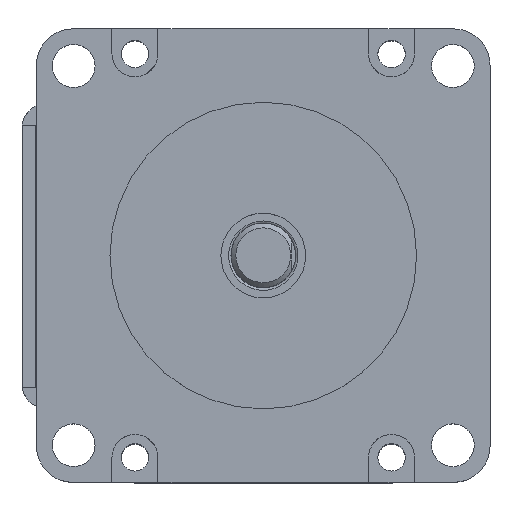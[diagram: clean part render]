
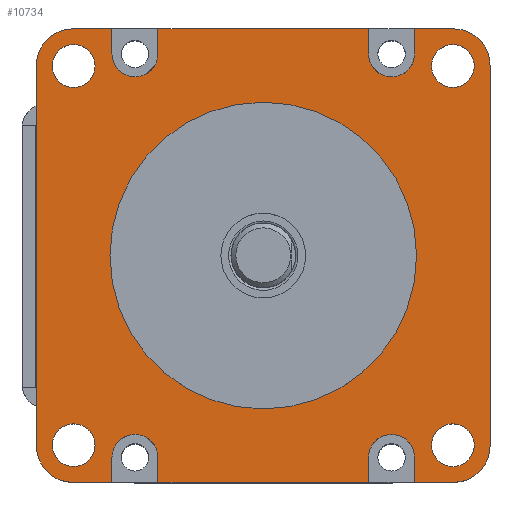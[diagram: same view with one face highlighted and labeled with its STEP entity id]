
A CAD part, top view. The second image highlights one B-rep face of the part: STEP entity #10734.
In plain terms, the highlighted planar face has unit normal (0, 0, 1).
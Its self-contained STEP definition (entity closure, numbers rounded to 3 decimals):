
#696=FACE_BOUND('',#4220,.T.);
#697=FACE_BOUND('',#4221,.T.);
#698=FACE_BOUND('',#4222,.T.);
#699=FACE_BOUND('',#4223,.T.);
#700=FACE_BOUND('',#4224,.T.);
#974=PLANE('',#11308);
#1852=LINE('',#28453,#2814);
#1856=LINE('',#28462,#2818);
#1862=LINE('',#28478,#2824);
#1866=LINE('',#28487,#2828);
#1872=LINE('',#28503,#2834);
#1876=LINE('',#28512,#2838);
#1882=LINE('',#28528,#2844);
#1886=LINE('',#28537,#2848);
#1894=LINE('',#28557,#2856);
#1895=LINE('',#28560,#2857);
#1896=LINE('',#28564,#2858);
#1897=LINE('',#28567,#2859);
#1898=LINE('',#28569,#2860);
#1899=LINE('',#28572,#2861);
#1900=LINE('',#28575,#2862);
#1901=LINE('',#28576,#2863);
#2814=VECTOR('',#13206,10.);
#2818=VECTOR('',#13212,10.);
#2824=VECTOR('',#13226,10.);
#2828=VECTOR('',#13232,10.);
#2834=VECTOR('',#13246,10.);
#2838=VECTOR('',#13252,10.);
#2844=VECTOR('',#13266,10.);
#2848=VECTOR('',#13272,10.);
#2856=VECTOR('',#13292,10.);
#2857=VECTOR('',#13295,10.);
#2858=VECTOR('',#13298,10.);
#2859=VECTOR('',#13301,10.);
#2860=VECTOR('',#13304,10.);
#2861=VECTOR('',#13307,10.);
#2862=VECTOR('',#13310,10.);
#2863=VECTOR('',#13311,10.);
#3567=FACE_OUTER_BOUND('',#4219,.T.);
#4219=EDGE_LOOP('',(#9898,#9899,#9900,#9901,#9902,#9903,#9904,#9905,#9906,
#9907,#9908,#9909,#9910,#9911,#9912,#9913,#9914,#9915,#9916,#9917,#9918,
#9919,#9920,#9921));
#4220=EDGE_LOOP('',(#9922));
#4221=EDGE_LOOP('',(#9923));
#4222=EDGE_LOOP('',(#9924));
#4223=EDGE_LOOP('',(#9925));
#4224=EDGE_LOOP('',(#9926));
#4440=CIRCLE('',#11307,4.5);
#4441=CIRCLE('',#11309,2.85);
#4442=CIRCLE('',#11310,4.5);
#4443=CIRCLE('',#11311,4.5);
#4444=CIRCLE('',#11312,2.85);
#4445=CIRCLE('',#11313,2.85);
#4446=CIRCLE('',#11314,4.5);
#4447=CIRCLE('',#11315,2.85);
#4448=CIRCLE('',#11316,2.65);
#4449=CIRCLE('',#11317,2.65);
#4450=CIRCLE('',#11318,2.65);
#4451=CIRCLE('',#11319,2.65);
#4452=CIRCLE('',#11320,19.);
#5424=VERTEX_POINT('',#28451);
#5425=VERTEX_POINT('',#28452);
#5428=VERTEX_POINT('',#28460);
#5429=VERTEX_POINT('',#28461);
#5434=VERTEX_POINT('',#28476);
#5435=VERTEX_POINT('',#28477);
#5438=VERTEX_POINT('',#28485);
#5439=VERTEX_POINT('',#28486);
#5444=VERTEX_POINT('',#28501);
#5445=VERTEX_POINT('',#28502);
#5448=VERTEX_POINT('',#28510);
#5449=VERTEX_POINT('',#28511);
#5454=VERTEX_POINT('',#28526);
#5455=VERTEX_POINT('',#28527);
#5458=VERTEX_POINT('',#28535);
#5459=VERTEX_POINT('',#28536);
#5464=VERTEX_POINT('',#28551);
#5465=VERTEX_POINT('',#28553);
#5466=VERTEX_POINT('',#28559);
#5467=VERTEX_POINT('',#28561);
#5468=VERTEX_POINT('',#28563);
#5469=VERTEX_POINT('',#28565);
#5470=VERTEX_POINT('',#28571);
#5471=VERTEX_POINT('',#28573);
#5472=VERTEX_POINT('',#28578);
#5473=VERTEX_POINT('',#28580);
#5474=VERTEX_POINT('',#28582);
#5475=VERTEX_POINT('',#28584);
#5476=VERTEX_POINT('',#28586);
#6922=EDGE_CURVE('',#5424,#5425,#1852,.T.);
#6926=EDGE_CURVE('',#5428,#5429,#1856,.T.);
#6934=EDGE_CURVE('',#5434,#5435,#1862,.T.);
#6938=EDGE_CURVE('',#5438,#5439,#1866,.T.);
#6946=EDGE_CURVE('',#5444,#5445,#1872,.T.);
#6950=EDGE_CURVE('',#5448,#5449,#1876,.T.);
#6958=EDGE_CURVE('',#5454,#5455,#1882,.T.);
#6962=EDGE_CURVE('',#5458,#5459,#1886,.T.);
#6971=EDGE_CURVE('',#5464,#5465,#4440,.T.);
#6973=EDGE_CURVE('',#5434,#5429,#1894,.T.);
#6974=EDGE_CURVE('',#5435,#5438,#4441,.T.);
#6975=EDGE_CURVE('',#5466,#5439,#1895,.T.);
#6976=EDGE_CURVE('',#5467,#5466,#4442,.T.);
#6977=EDGE_CURVE('',#5468,#5467,#1896,.T.);
#6978=EDGE_CURVE('',#5469,#5468,#4443,.T.);
#6979=EDGE_CURVE('',#5454,#5469,#1897,.T.);
#6980=EDGE_CURVE('',#5455,#5458,#4444,.T.);
#6981=EDGE_CURVE('',#5444,#5459,#1898,.T.);
#6982=EDGE_CURVE('',#5445,#5448,#4445,.T.);
#6983=EDGE_CURVE('',#5470,#5449,#1899,.T.);
#6984=EDGE_CURVE('',#5471,#5470,#4446,.T.);
#6985=EDGE_CURVE('',#5465,#5471,#1900,.T.);
#6986=EDGE_CURVE('',#5424,#5464,#1901,.T.);
#6987=EDGE_CURVE('',#5425,#5428,#4447,.T.);
#6988=EDGE_CURVE('',#5472,#5472,#4448,.T.);
#6989=EDGE_CURVE('',#5473,#5473,#4449,.T.);
#6990=EDGE_CURVE('',#5474,#5474,#4450,.T.);
#6991=EDGE_CURVE('',#5475,#5475,#4451,.T.);
#6992=EDGE_CURVE('',#5476,#5476,#4452,.T.);
#9898=ORIENTED_EDGE('',*,*,#6926,.T.);
#9899=ORIENTED_EDGE('',*,*,#6973,.F.);
#9900=ORIENTED_EDGE('',*,*,#6934,.T.);
#9901=ORIENTED_EDGE('',*,*,#6974,.T.);
#9902=ORIENTED_EDGE('',*,*,#6938,.T.);
#9903=ORIENTED_EDGE('',*,*,#6975,.F.);
#9904=ORIENTED_EDGE('',*,*,#6976,.F.);
#9905=ORIENTED_EDGE('',*,*,#6977,.F.);
#9906=ORIENTED_EDGE('',*,*,#6978,.F.);
#9907=ORIENTED_EDGE('',*,*,#6979,.F.);
#9908=ORIENTED_EDGE('',*,*,#6958,.T.);
#9909=ORIENTED_EDGE('',*,*,#6980,.T.);
#9910=ORIENTED_EDGE('',*,*,#6962,.T.);
#9911=ORIENTED_EDGE('',*,*,#6981,.F.);
#9912=ORIENTED_EDGE('',*,*,#6946,.T.);
#9913=ORIENTED_EDGE('',*,*,#6982,.T.);
#9914=ORIENTED_EDGE('',*,*,#6950,.T.);
#9915=ORIENTED_EDGE('',*,*,#6983,.F.);
#9916=ORIENTED_EDGE('',*,*,#6984,.F.);
#9917=ORIENTED_EDGE('',*,*,#6985,.F.);
#9918=ORIENTED_EDGE('',*,*,#6971,.F.);
#9919=ORIENTED_EDGE('',*,*,#6986,.F.);
#9920=ORIENTED_EDGE('',*,*,#6922,.T.);
#9921=ORIENTED_EDGE('',*,*,#6987,.T.);
#9922=ORIENTED_EDGE('',*,*,#6988,.T.);
#9923=ORIENTED_EDGE('',*,*,#6989,.T.);
#9924=ORIENTED_EDGE('',*,*,#6990,.T.);
#9925=ORIENTED_EDGE('',*,*,#6991,.T.);
#9926=ORIENTED_EDGE('',*,*,#6992,.F.);
#10734=ADVANCED_FACE('',(#3567,#696,#697,#698,#699,#700),#974,.T.);
#11307=AXIS2_PLACEMENT_3D('',#28554,#13287,#13288);
#11308=AXIS2_PLACEMENT_3D('',#28556,#13290,#13291);
#11309=AXIS2_PLACEMENT_3D('',#28558,#13293,#13294);
#11310=AXIS2_PLACEMENT_3D('',#28562,#13296,#13297);
#11311=AXIS2_PLACEMENT_3D('',#28566,#13299,#13300);
#11312=AXIS2_PLACEMENT_3D('',#28568,#13302,#13303);
#11313=AXIS2_PLACEMENT_3D('',#28570,#13305,#13306);
#11314=AXIS2_PLACEMENT_3D('',#28574,#13308,#13309);
#11315=AXIS2_PLACEMENT_3D('',#28577,#13312,#13313);
#11316=AXIS2_PLACEMENT_3D('',#28579,#13314,#13315);
#11317=AXIS2_PLACEMENT_3D('',#28581,#13316,#13317);
#11318=AXIS2_PLACEMENT_3D('',#28583,#13318,#13319);
#11319=AXIS2_PLACEMENT_3D('',#28585,#13320,#13321);
#11320=AXIS2_PLACEMENT_3D('',#28587,#13322,#13323);
#13206=DIRECTION('',(0.,1.,0.));
#13212=DIRECTION('',(0.,-1.,0.));
#13226=DIRECTION('',(0.,1.,0.));
#13232=DIRECTION('',(0.,-1.,0.));
#13246=DIRECTION('',(0.,-1.,0.));
#13252=DIRECTION('',(0.,1.,0.));
#13266=DIRECTION('',(0.,-1.,0.));
#13272=DIRECTION('',(0.,1.,0.));
#13287=DIRECTION('center_axis',(0.,0.,-1.));
#13288=DIRECTION('ref_axis',(-0.707,-0.707,0.));
#13290=DIRECTION('center_axis',(0.,0.,1.));
#13291=DIRECTION('ref_axis',(-1.,0.,0.));
#13292=DIRECTION('',(-1.,0.,0.));
#13293=DIRECTION('center_axis',(0.,0.,-1.));
#13294=DIRECTION('ref_axis',(1.,0.,0.));
#13295=DIRECTION('',(-1.,0.,0.));
#13296=DIRECTION('center_axis',(0.,0.,-1.));
#13297=DIRECTION('ref_axis',(0.707,-0.707,0.));
#13298=DIRECTION('',(0.,-1.,0.));
#13299=DIRECTION('center_axis',(0.,0.,-1.));
#13300=DIRECTION('ref_axis',(0.707,0.707,0.));
#13301=DIRECTION('',(1.,0.,0.));
#13302=DIRECTION('center_axis',(0.,0.,-1.));
#13303=DIRECTION('ref_axis',(-1.,0.,0.));
#13304=DIRECTION('',(1.,0.,0.));
#13305=DIRECTION('center_axis',(0.,0.,-1.));
#13306=DIRECTION('ref_axis',(-1.,0.,0.));
#13307=DIRECTION('',(1.,0.,0.));
#13308=DIRECTION('center_axis',(0.,0.,-1.));
#13309=DIRECTION('ref_axis',(-0.707,0.707,0.));
#13310=DIRECTION('',(0.,1.,0.));
#13311=DIRECTION('',(-1.,0.,0.));
#13312=DIRECTION('center_axis',(0.,0.,-1.));
#13313=DIRECTION('ref_axis',(1.,0.,0.));
#13314=DIRECTION('center_axis',(0.,0.,-1.));
#13315=DIRECTION('ref_axis',(-1.,0.,0.));
#13316=DIRECTION('center_axis',(0.,0.,-1.));
#13317=DIRECTION('ref_axis',(-1.,0.,0.));
#13318=DIRECTION('center_axis',(0.,0.,-1.));
#13319=DIRECTION('ref_axis',(-1.,0.,0.));
#13320=DIRECTION('center_axis',(0.,0.,-1.));
#13321=DIRECTION('ref_axis',(-1.,0.,0.));
#13322=DIRECTION('center_axis',(0.,0.,1.));
#13323=DIRECTION('ref_axis',(-1.,0.,0.));
#28451=CARTESIAN_POINT('',(-18.75,-28.1,55.));
#28452=CARTESIAN_POINT('',(-18.75,-25.,55.));
#28453=CARTESIAN_POINT('',(-18.75,-14.05,55.));
#28460=CARTESIAN_POINT('',(-13.05,-25.,55.));
#28461=CARTESIAN_POINT('',(-13.05,-28.1,55.));
#28462=CARTESIAN_POINT('',(-13.05,-12.5,55.));
#28476=CARTESIAN_POINT('',(13.05,-28.1,55.));
#28477=CARTESIAN_POINT('',(13.05,-25.,55.));
#28478=CARTESIAN_POINT('',(13.05,-14.05,55.));
#28485=CARTESIAN_POINT('',(18.75,-25.,55.));
#28486=CARTESIAN_POINT('',(18.75,-28.1,55.));
#28487=CARTESIAN_POINT('',(18.75,-12.5,55.));
#28501=CARTESIAN_POINT('',(-13.05,28.1,55.));
#28502=CARTESIAN_POINT('',(-13.05,25.,55.));
#28503=CARTESIAN_POINT('',(-13.05,14.05,55.));
#28510=CARTESIAN_POINT('',(-18.75,25.,55.));
#28511=CARTESIAN_POINT('',(-18.75,28.1,55.));
#28512=CARTESIAN_POINT('',(-18.75,12.5,55.));
#28526=CARTESIAN_POINT('',(18.75,28.1,55.));
#28527=CARTESIAN_POINT('',(18.75,25.,55.));
#28528=CARTESIAN_POINT('',(18.75,14.05,55.));
#28535=CARTESIAN_POINT('',(13.05,25.,55.));
#28536=CARTESIAN_POINT('',(13.05,28.1,55.));
#28537=CARTESIAN_POINT('',(13.05,12.5,55.));
#28551=CARTESIAN_POINT('',(-23.6,-28.1,55.));
#28553=CARTESIAN_POINT('',(-28.1,-23.6,55.));
#28554=CARTESIAN_POINT('Origin',(-23.6,-23.6,55.));
#28556=CARTESIAN_POINT('Origin',(0.,0.,55.));
#28557=CARTESIAN_POINT('',(-14.05,-28.1,55.));
#28558=CARTESIAN_POINT('Origin',(15.9,-25.,55.));
#28559=CARTESIAN_POINT('',(23.6,-28.1,55.));
#28560=CARTESIAN_POINT('',(-14.05,-28.1,55.));
#28561=CARTESIAN_POINT('',(28.1,-23.6,55.));
#28562=CARTESIAN_POINT('Origin',(23.6,-23.6,55.));
#28563=CARTESIAN_POINT('',(28.1,23.6,55.));
#28564=CARTESIAN_POINT('',(28.1,-14.05,55.));
#28565=CARTESIAN_POINT('',(23.6,28.1,55.));
#28566=CARTESIAN_POINT('Origin',(23.6,23.6,55.));
#28567=CARTESIAN_POINT('',(14.05,28.1,55.));
#28568=CARTESIAN_POINT('Origin',(15.9,25.,55.));
#28569=CARTESIAN_POINT('',(14.05,28.1,55.));
#28570=CARTESIAN_POINT('Origin',(-15.9,25.,55.));
#28571=CARTESIAN_POINT('',(-23.6,28.1,55.));
#28572=CARTESIAN_POINT('',(14.05,28.1,55.));
#28573=CARTESIAN_POINT('',(-28.1,23.6,55.));
#28574=CARTESIAN_POINT('Origin',(-23.6,23.6,55.));
#28575=CARTESIAN_POINT('',(-28.1,14.05,55.));
#28576=CARTESIAN_POINT('',(-14.05,-28.1,55.));
#28577=CARTESIAN_POINT('Origin',(-15.9,-25.,55.));
#28578=CARTESIAN_POINT('',(-20.85,-23.5,55.));
#28579=CARTESIAN_POINT('Origin',(-23.5,-23.5,55.));
#28580=CARTESIAN_POINT('',(-20.85,23.5,55.));
#28581=CARTESIAN_POINT('Origin',(-23.5,23.5,55.));
#28582=CARTESIAN_POINT('',(26.15,-23.5,55.));
#28583=CARTESIAN_POINT('Origin',(23.5,-23.5,55.));
#28584=CARTESIAN_POINT('',(26.15,23.5,55.));
#28585=CARTESIAN_POINT('Origin',(23.5,23.5,55.));
#28586=CARTESIAN_POINT('',(19.,0.,55.));
#28587=CARTESIAN_POINT('Origin',(0.,0.,55.));
